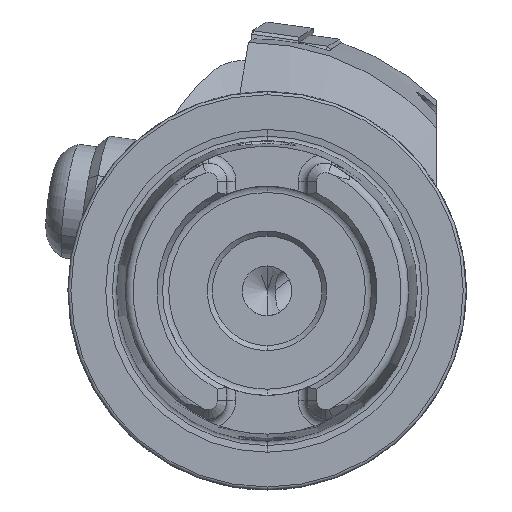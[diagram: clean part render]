
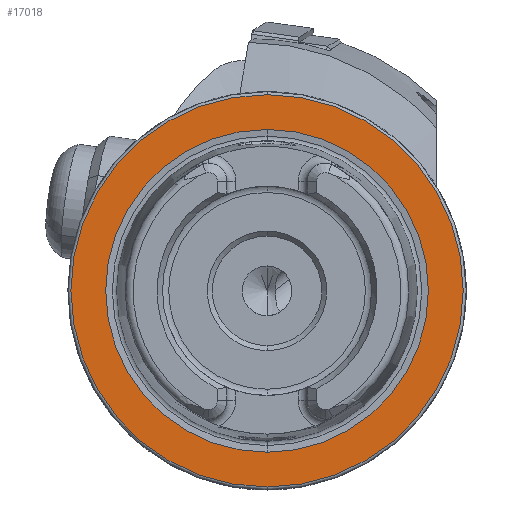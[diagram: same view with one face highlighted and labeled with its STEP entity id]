
A CAD part, left-side view. The second image highlights one B-rep face of the part: STEP entity #17018.
In plain terms, the highlighted planar face has unit normal (-1, 0, 0).
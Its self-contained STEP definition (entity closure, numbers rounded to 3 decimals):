
#49 = ORIENTED_EDGE ( 'NONE', *, *, #16105, .F. ) ;
#729 = EDGE_LOOP ( 'NONE', ( #872, #10516 ) ) ;
#872 = ORIENTED_EDGE ( 'NONE', *, *, #1180, .T. ) ;
#1180 = EDGE_CURVE ( 'NONE', #11053, #9596, #12114, .T. ) ;
#3136 = DIRECTION ( 'NONE',  ( -1., 0., 0. ) ) ;
#3177 = DIRECTION ( 'NONE',  ( -1., 0., 0. ) ) ;
#3770 = AXIS2_PLACEMENT_3D ( 'NONE', #11397, #3177, #12741 ) ;
#4069 = AXIS2_PLACEMENT_3D ( 'NONE', #11352, #3136, #12691 ) ;
#5228 = PLANE ( 'NONE',  #11920 ) ;
#5351 = DIRECTION ( 'NONE',  ( 1., 0., 0. ) ) ;
#5582 = DIRECTION ( 'NONE',  ( -1., 0., 0. ) ) ;
#5642 = DIRECTION ( 'NONE',  ( 0., 0., 1. ) ) ;
#5682 = CARTESIAN_POINT ( 'NONE',  ( 0., 0., 0. ) ) ;
#6196 = DIRECTION ( 'NONE',  ( -1., 0., 0. ) ) ;
#6713 = CARTESIAN_POINT ( 'NONE',  ( 0., 0., 19.7 ) ) ;
#6953 = EDGE_CURVE ( 'NONE', #9596, #11053, #8266, .T. ) ;
#7226 = FACE_BOUND ( 'NONE', #16674, .T. ) ;
#7296 = EDGE_CURVE ( 'NONE', #14135, #10458, #12685, .T. ) ;
#8266 = CIRCLE ( 'NONE', #12987, 19.7 ) ;
#8947 = AXIS2_PLACEMENT_3D ( 'NONE', #5682, #5582, #5642 ) ;
#9489 = CARTESIAN_POINT ( 'NONE',  ( 0., 0., -16.207 ) ) ;
#9596 = VERTEX_POINT ( 'NONE', #14992 ) ;
#10458 = VERTEX_POINT ( 'NONE', #9489 ) ;
#10516 = ORIENTED_EDGE ( 'NONE', *, *, #6953, .T. ) ;
#11053 = VERTEX_POINT ( 'NONE', #6713 ) ;
#11274 = FACE_OUTER_BOUND ( 'NONE', #729, .T. ) ;
#11311 = CIRCLE ( 'NONE', #3770, 16.207 ) ;
#11352 = CARTESIAN_POINT ( 'NONE',  ( 0., 0., 0. ) ) ;
#11397 = CARTESIAN_POINT ( 'NONE',  ( 0., 0., 0. ) ) ;
#11920 = AXIS2_PLACEMENT_3D ( 'NONE', #13473, #5351, #14844 ) ;
#12114 = CIRCLE ( 'NONE', #8947, 19.7 ) ;
#12176 = CARTESIAN_POINT ( 'NONE',  ( 0., 0., 16.207 ) ) ;
#12685 = CIRCLE ( 'NONE', #4069, 16.207 ) ;
#12691 = DIRECTION ( 'NONE',  ( 0., 0., 1. ) ) ;
#12741 = DIRECTION ( 'NONE',  ( 0., 0., 1. ) ) ;
#12987 = AXIS2_PLACEMENT_3D ( 'NONE', #14321, #6196, #15687 ) ;
#13473 = CARTESIAN_POINT ( 'NONE',  ( 0., 19.7, 0. ) ) ;
#14135 = VERTEX_POINT ( 'NONE', #12176 ) ;
#14321 = CARTESIAN_POINT ( 'NONE',  ( 0., 0., 0. ) ) ;
#14844 = DIRECTION ( 'NONE',  ( 0., 0., -1. ) ) ;
#14992 = CARTESIAN_POINT ( 'NONE',  ( 0., 0., -19.7 ) ) ;
#15687 = DIRECTION ( 'NONE',  ( 0., 0., 1. ) ) ;
#15777 = ORIENTED_EDGE ( 'NONE', *, *, #7296, .F. ) ;
#16105 = EDGE_CURVE ( 'NONE', #10458, #14135, #11311, .T. ) ;
#16674 = EDGE_LOOP ( 'NONE', ( #15777, #49 ) ) ;
#17018 = ADVANCED_FACE ( 'NONE', ( #7226, #11274 ), #5228, .F. ) ;
